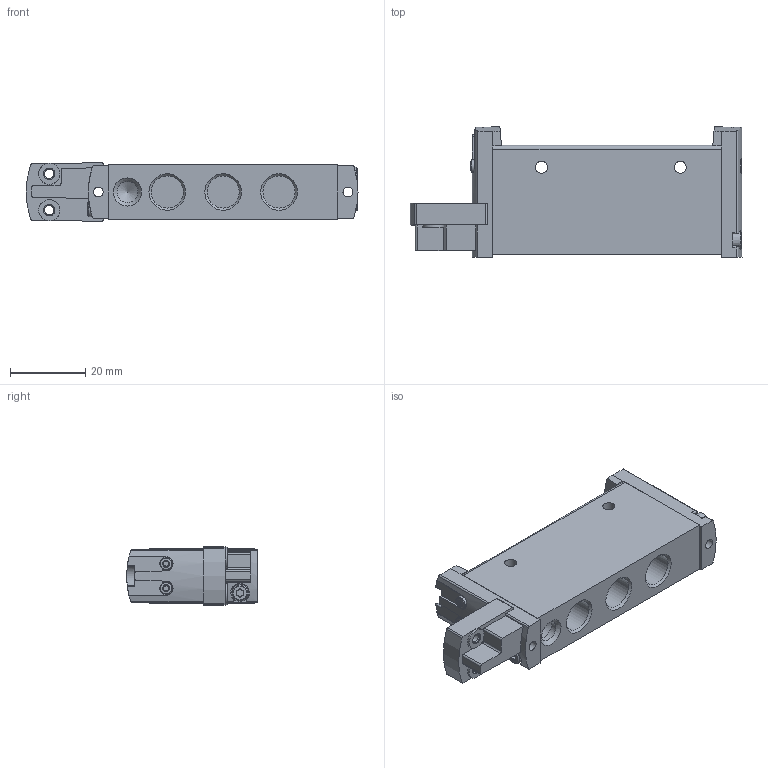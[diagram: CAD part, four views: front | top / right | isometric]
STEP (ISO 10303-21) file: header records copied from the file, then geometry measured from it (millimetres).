
FILE_DESCRIPTION(/* description */ ('STEP AP214'),/* implementation_level */ '2;1');
FILE_NAME(/* name */ '8033529_VUVG-L14-M52-A-G18-P1',/* time_stamp */ '2024-09-17T15:30:23+02:00',/* author */ ('License CC BY-ND 4.0'),/* organization */ ('CADENAS'),/* preprocessor_version */ 'ST-DEVELOPER v19.3',/* originating_system */ 'PARTsolutions',/* authorisation */ ' ');
FILE_SCHEMA (('AUTOMOTIVE_DESIGN {1 0 10303 214 3 1 1}'));
Length unit declared in the file: millimetre
Products named in the file (2): 8033529 VUVG-L14-M52-A-G18-P1; 564212 VUVG-L-14-M52-A-H-G18--1P1--------(G)
Assembly tree (1 placements, depth 2):
  8033529 VUVG-L14-M52-A-G18-P1
    564212 VUVG-L-14-M52-A-H-G18--1P1--------(G)
Bounding box: 88.5 x 34.8 x 15.59 mm (x, y, z)
Volume: 29567.4 mm3; surface area: 10394.7 mm2
Topology: 1 solids, 1 shells, 294 faces, 756 edges, 489 vertices
Faces by surface type: cylinder 138, plane 129, cone 19, torus 8
Full cylindrical faces by diameter (mm): 2.459 x2, 2.6 x2, 3 x2, 3.2 x2, 3.4 x4, 3.8 x2, 4 x2, 5.6 x3, 8.566 x5
Entity records: 10930 total; most frequent: CARTESIAN_POINT 1625, DIRECTION 1596, ORIENTED_EDGE 1400, EDGE_CURVE 700, AXIS2_PLACEMENT_3D 628, VERTEX_POINT 485, FACE_BOUND 383, EDGE_LOOP 382
